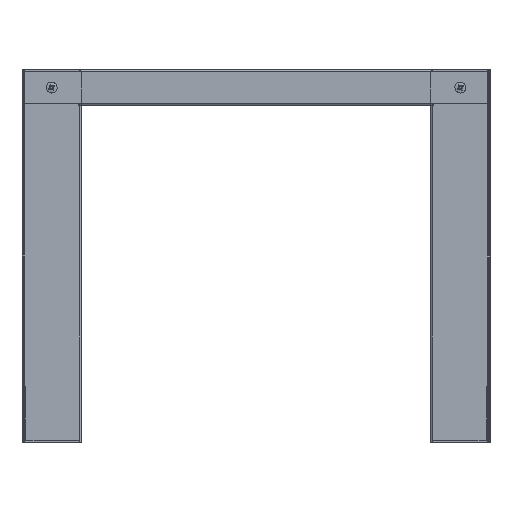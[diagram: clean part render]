
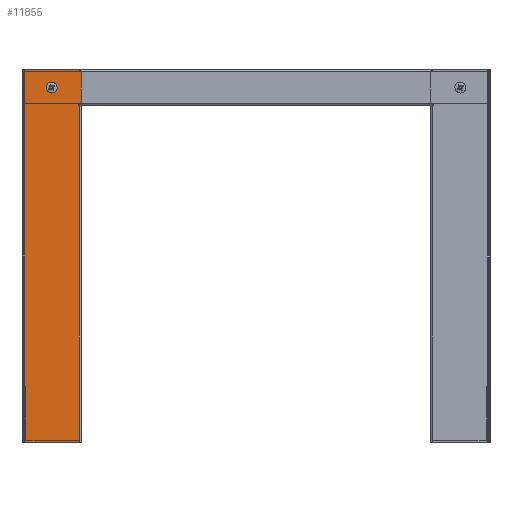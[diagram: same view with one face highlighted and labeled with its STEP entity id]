
A CAD part, front view. The second image highlights one B-rep face of the part: STEP entity #11855.
In plain terms, the highlighted face is planar.
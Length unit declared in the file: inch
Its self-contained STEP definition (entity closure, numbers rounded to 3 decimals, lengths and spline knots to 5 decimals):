
#63 = VERTEX_POINT ( 'NONE', #12167 ) ;
#189 = DIRECTION ( 'NONE',  ( 0., -1., 0. ) ) ;
#492 = DIRECTION ( 'NONE',  ( 0., 1., 0. ) ) ;
#498 = CARTESIAN_POINT ( 'NONE',  ( -0.07874, 0., 0. ) ) ;
#615 = ORIENTED_EDGE ( 'NONE', *, *, #13280, .F. ) ;
#669 = VERTEX_POINT ( 'NONE', #10686 ) ;
#711 = VECTOR ( 'NONE', #13490, 39.37008 ) ;
#936 = DIRECTION ( 'NONE',  ( 0., 0., 1. ) ) ;
#1242 = LINE ( 'NONE', #5251, #5850 ) ;
#1516 = CARTESIAN_POINT ( 'NONE',  ( -0.07874, 1.14173, -7.79528 ) ) ;
#1552 = CARTESIAN_POINT ( 'NONE',  ( -0.07874, 1.13386, -6.43701 ) ) ;
#1605 = VERTEX_POINT ( 'NONE', #2742 ) ;
#1750 = LINE ( 'NONE', #2916, #711 ) ;
#1906 = CARTESIAN_POINT ( 'NONE',  ( -0.07874, 0., -7.15551 ) ) ;
#2141 = ORIENTED_EDGE ( 'NONE', *, *, #12526, .T. ) ;
#2311 = LINE ( 'NONE', #5502, #8699 ) ;
#2712 = EDGE_CURVE ( 'NONE', #12353, #4534, #7620, .T. ) ;
#2737 = DIRECTION ( 'NONE',  ( 1., 0., 0. ) ) ;
#2742 = CARTESIAN_POINT ( 'NONE',  ( -0.07874, 1.13386, -6.39764 ) ) ;
#2781 = DIRECTION ( 'NONE',  ( 0., 0., -1. ) ) ;
#2808 = EDGE_CURVE ( 'NONE', #9039, #12829, #8345, .T. ) ;
#2916 = CARTESIAN_POINT ( 'NONE',  ( -0.07874, 1.17323, 7.91339 ) ) ;
#2985 = VECTOR ( 'NONE', #936, 39.37008 ) ;
#3047 = ORIENTED_EDGE ( 'NONE', *, *, #2808, .T. ) ;
#3168 = CARTESIAN_POINT ( 'NONE',  ( -0.07874, 0., -7.15551 ) ) ;
#3252 = EDGE_CURVE ( 'NONE', #12353, #12829, #6188, .T. ) ;
#3454 = DIRECTION ( 'NONE',  ( 1., 0., 0. ) ) ;
#3595 = DIRECTION ( 'NONE',  ( 0., 0., 1. ) ) ;
#3696 = LINE ( 'NONE', #6874, #6889 ) ;
#3825 = CARTESIAN_POINT ( 'NONE',  ( -0.07874, 1.13386, -6.39764 ) ) ;
#3836 = CARTESIAN_POINT ( 'NONE',  ( -0.07874, 1.25984, -6.43701 ) ) ;
#3873 = AXIS2_PLACEMENT_3D ( 'NONE', #1516, #9934, #492 ) ;
#3923 = EDGE_CURVE ( 'NONE', #63, #4534, #12158, .T. ) ;
#4225 = ORIENTED_EDGE ( 'NONE', *, *, #11123, .F. ) ;
#4458 = CIRCLE ( 'NONE', #11500, 0.14764 ) ;
#4534 = VERTEX_POINT ( 'NONE', #7566 ) ;
#4718 = AXIS2_PLACEMENT_3D ( 'NONE', #1906, #2737, #7019 ) ;
#4849 = EDGE_CURVE ( 'NONE', #1605, #9039, #11419, .T. ) ;
#5251 = CARTESIAN_POINT ( 'NONE',  ( -0.07874, 1.17323, -6.39764 ) ) ;
#5502 = CARTESIAN_POINT ( 'NONE',  ( -0.07874, 1.17323, -6.39764 ) ) ;
#5569 = ORIENTED_EDGE ( 'NONE', *, *, #4849, .T. ) ;
#5850 = VECTOR ( 'NONE', #13601, 39.37008 ) ;
#6188 = LINE ( 'NONE', #10390, #2985 ) ;
#6504 = ORIENTED_EDGE ( 'NONE', *, *, #3923, .F. ) ;
#6754 = VECTOR ( 'NONE', #12563, 39.37008 ) ;
#6874 = CARTESIAN_POINT ( 'NONE',  ( -0.07874, -1.17323, 7.91339 ) ) ;
#6889 = VECTOR ( 'NONE', #2781, 39.37008 ) ;
#6892 = ORIENTED_EDGE ( 'NONE', *, *, #3252, .F. ) ;
#6952 = EDGE_CURVE ( 'NONE', #9055, #12871, #4458, .T. ) ;
#7019 = DIRECTION ( 'NONE',  ( 0., 0., -1. ) ) ;
#7397 = DIRECTION ( 'NONE',  ( 0., 0., 1. ) ) ;
#7566 = CARTESIAN_POINT ( 'NONE',  ( -0.07874, 1.14173, -7.91339 ) ) ;
#7620 = CIRCLE ( 'NONE', #3873, 0.11811 ) ;
#7806 = CARTESIAN_POINT ( 'NONE',  ( -0.07874, -1.17323, -7.91339 ) ) ;
#8345 = LINE ( 'NONE', #11249, #6754 ) ;
#8547 = VERTEX_POINT ( 'NONE', #9718 ) ;
#8699 = VECTOR ( 'NONE', #189, 39.37008 ) ;
#8718 = FACE_OUTER_BOUND ( 'NONE', #8729, .T. ) ;
#8729 = EDGE_LOOP ( 'NONE', ( #4225, #11338, #615, #8764, #5569, #3047, #6892, #12278, #6504 ) ) ;
#8764 = ORIENTED_EDGE ( 'NONE', *, *, #12714, .T. ) ;
#8813 = CARTESIAN_POINT ( 'NONE',  ( -0.07874, 0., -7.00787 ) ) ;
#9039 = VERTEX_POINT ( 'NONE', #1552 ) ;
#9055 = VERTEX_POINT ( 'NONE', #8813 ) ;
#9217 = EDGE_CURVE ( 'NONE', #8547, #12658, #1750, .T. ) ;
#9550 = EDGE_LOOP ( 'NONE', ( #2141, #13413 ) ) ;
#9718 = CARTESIAN_POINT ( 'NONE',  ( -0.07874, 1.17323, 7.91339 ) ) ;
#9778 = CIRCLE ( 'NONE', #4718, 0.14764 ) ;
#9810 = DIRECTION ( 'NONE',  ( -1., 0., 0. ) ) ;
#9861 = CARTESIAN_POINT ( 'NONE',  ( -0.07874, 1.25984, -7.79528 ) ) ;
#9875 = FACE_BOUND ( 'NONE', #9550, .T. ) ;
#9934 = DIRECTION ( 'NONE',  ( -1., 0., 0. ) ) ;
#10200 = AXIS2_PLACEMENT_3D ( 'NONE', #498, #9810, #3595 ) ;
#10390 = CARTESIAN_POINT ( 'NONE',  ( -0.07874, 1.25984, -7.79528 ) ) ;
#10686 = CARTESIAN_POINT ( 'NONE',  ( -0.07874, 1.17323, -6.39764 ) ) ;
#10767 = VECTOR ( 'NONE', #11485, 39.37008 ) ;
#10783 = PLANE ( 'NONE',  #10200 ) ;
#11123 = EDGE_CURVE ( 'NONE', #12658, #63, #3696, .T. ) ;
#11125 = DIRECTION ( 'NONE',  ( 0., 1., 0. ) ) ;
#11186 = VECTOR ( 'NONE', #11125, 39.37008 ) ;
#11249 = CARTESIAN_POINT ( 'NONE',  ( -0.07874, 1.13386, -6.43701 ) ) ;
#11338 = ORIENTED_EDGE ( 'NONE', *, *, #9217, .F. ) ;
#11419 = LINE ( 'NONE', #3825, #10767 ) ;
#11485 = DIRECTION ( 'NONE',  ( 0., 0., -1. ) ) ;
#11500 = AXIS2_PLACEMENT_3D ( 'NONE', #3168, #3454, #7397 ) ;
#11855 = ADVANCED_FACE ( 'NONE', ( #9875, #8718 ), #10783, .T. ) ;
#12158 = LINE ( 'NONE', #7806, #11186 ) ;
#12167 = CARTESIAN_POINT ( 'NONE',  ( -0.07874, -1.17323, -7.91339 ) ) ;
#12278 = ORIENTED_EDGE ( 'NONE', *, *, #2712, .T. ) ;
#12326 = CARTESIAN_POINT ( 'NONE',  ( -0.07874, 0., -7.30315 ) ) ;
#12353 = VERTEX_POINT ( 'NONE', #9861 ) ;
#12490 = CARTESIAN_POINT ( 'NONE',  ( -0.07874, -1.17323, 7.91339 ) ) ;
#12526 = EDGE_CURVE ( 'NONE', #12871, #9055, #9778, .T. ) ;
#12563 = DIRECTION ( 'NONE',  ( 0., 1., 0. ) ) ;
#12658 = VERTEX_POINT ( 'NONE', #12490 ) ;
#12714 = EDGE_CURVE ( 'NONE', #669, #1605, #2311, .T. ) ;
#12829 = VERTEX_POINT ( 'NONE', #3836 ) ;
#12871 = VERTEX_POINT ( 'NONE', #12326 ) ;
#13280 = EDGE_CURVE ( 'NONE', #669, #8547, #1242, .T. ) ;
#13413 = ORIENTED_EDGE ( 'NONE', *, *, #6952, .T. ) ;
#13490 = DIRECTION ( 'NONE',  ( 0., -1., 0. ) ) ;
#13601 = DIRECTION ( 'NONE',  ( 0., 0., 1. ) ) ;
